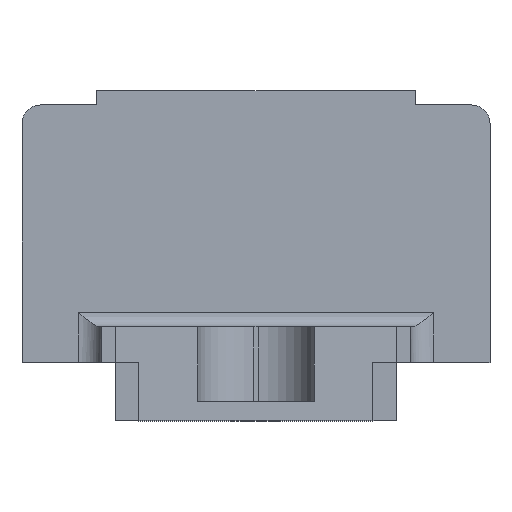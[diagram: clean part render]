
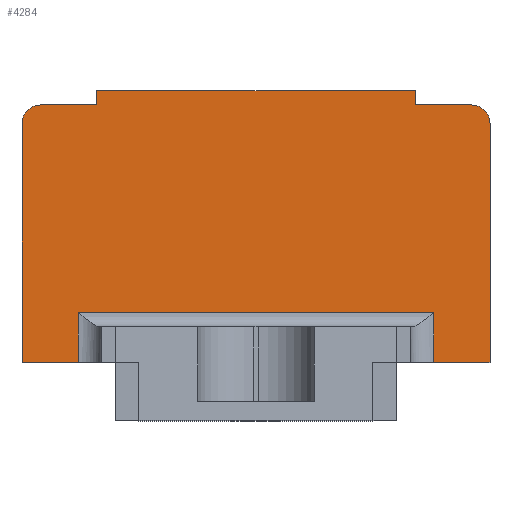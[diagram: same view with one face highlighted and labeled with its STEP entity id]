
A CAD part, top view. The second image highlights one B-rep face of the part: STEP entity #4284.
In plain terms, the highlighted planar face has unit normal (0, 0, 1).
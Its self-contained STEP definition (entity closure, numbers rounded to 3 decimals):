
#447=DIRECTION('',(0.,-1.,0.));
#448=VECTOR('',#447,5.3);
#449=CARTESIAN_POINT('',(-19.,11.5,44.1));
#450=LINE('',#449,#448);
#479=DIRECTION('',(-1.,0.,0.));
#480=VECTOR('',#479,6.);
#481=CARTESIAN_POINT('',(-19.,6.2,44.1));
#482=LINE('',#481,#480);
#483=DIRECTION('',(0.,1.,0.));
#484=VECTOR('',#483,25.5);
#485=CARTESIAN_POINT('',(-25.,6.2,44.1));
#486=LINE('',#485,#484);
#487=CARTESIAN_POINT('',(-23.,31.7,44.1));
#488=DIRECTION('',(0.,0.,-1.));
#489=DIRECTION('',(-1.,0.,0.));
#490=AXIS2_PLACEMENT_3D('',#487,#488,#489);
#492=DIRECTION('',(1.,0.,0.));
#493=VECTOR('',#492,6.);
#494=CARTESIAN_POINT('',(-23.,33.7,44.1));
#495=LINE('',#494,#493);
#496=DIRECTION('',(0.,1.,0.));
#497=VECTOR('',#496,1.5);
#498=CARTESIAN_POINT('',(-17.,33.7,44.1));
#499=LINE('',#498,#497);
#500=DIRECTION('',(1.,0.,0.));
#501=VECTOR('',#500,34.);
#502=CARTESIAN_POINT('',(-17.,35.2,44.1));
#503=LINE('',#502,#501);
#504=DIRECTION('',(0.,-1.,0.));
#505=VECTOR('',#504,1.5);
#506=CARTESIAN_POINT('',(17.,35.2,44.1));
#507=LINE('',#506,#505);
#508=DIRECTION('',(1.,0.,0.));
#509=VECTOR('',#508,6.);
#510=CARTESIAN_POINT('',(17.,33.7,44.1));
#511=LINE('',#510,#509);
#512=CARTESIAN_POINT('',(23.,31.7,44.1));
#513=DIRECTION('',(0.,0.,-1.));
#514=DIRECTION('',(0.,1.,0.));
#515=AXIS2_PLACEMENT_3D('',#512,#513,#514);
#517=DIRECTION('',(0.,-1.,0.));
#518=VECTOR('',#517,25.5);
#519=CARTESIAN_POINT('',(25.,31.7,44.1));
#520=LINE('',#519,#518);
#521=DIRECTION('',(-1.,0.,0.));
#522=VECTOR('',#521,6.);
#523=CARTESIAN_POINT('',(25.,6.2,44.1));
#524=LINE('',#523,#522);
#529=DIRECTION('',(1.,0.,0.));
#530=VECTOR('',#529,38.);
#531=CARTESIAN_POINT('',(-19.,11.5,44.1));
#532=LINE('',#531,#530);
#533=DIRECTION('',(0.,-1.,0.));
#534=VECTOR('',#533,5.3);
#535=CARTESIAN_POINT('',(19.,11.5,44.1));
#536=LINE('',#535,#534);
#2977=CARTESIAN_POINT('',(-25.,6.2,44.1));
#2978=CARTESIAN_POINT('',(-25.,31.7,44.1));
#2979=VERTEX_POINT('',#2977);
#2980=VERTEX_POINT('',#2978);
#2981=CARTESIAN_POINT('',(-23.,33.7,44.1));
#2982=VERTEX_POINT('',#2981);
#2983=CARTESIAN_POINT('',(-17.,33.7,44.1));
#2984=VERTEX_POINT('',#2983);
#2985=CARTESIAN_POINT('',(-17.,35.2,44.1));
#2986=VERTEX_POINT('',#2985);
#2987=CARTESIAN_POINT('',(17.,35.2,44.1));
#2988=VERTEX_POINT('',#2987);
#2989=CARTESIAN_POINT('',(17.,33.7,44.1));
#2990=VERTEX_POINT('',#2989);
#2991=CARTESIAN_POINT('',(23.,33.7,44.1));
#2992=VERTEX_POINT('',#2991);
#2993=CARTESIAN_POINT('',(25.,31.7,44.1));
#2994=VERTEX_POINT('',#2993);
#2995=CARTESIAN_POINT('',(25.,6.2,44.1));
#2996=VERTEX_POINT('',#2995);
#3153=CARTESIAN_POINT('',(19.,11.5,44.1));
#3154=CARTESIAN_POINT('',(19.,6.2,44.1));
#3155=VERTEX_POINT('',#3153);
#3156=VERTEX_POINT('',#3154);
#3162=CARTESIAN_POINT('',(-19.,11.5,44.1));
#3163=CARTESIAN_POINT('',(-19.,6.2,44.1));
#3164=VERTEX_POINT('',#3162);
#3165=VERTEX_POINT('',#3163);
#4251=CARTESIAN_POINT('',(0.,0.,44.1));
#4252=DIRECTION('',(0.,0.,-1.));
#4253=DIRECTION('',(-1.,0.,0.));
#4254=AXIS2_PLACEMENT_3D('',#4251,#4252,#4253);
#4255=PLANE('',#4254);
#4257=ORIENTED_EDGE('',*,*,#4256,.F.);
#4258=ORIENTED_EDGE('',*,*,#4241,.T.);
#4259=ORIENTED_EDGE('',*,*,#4128,.T.);
#4261=ORIENTED_EDGE('',*,*,#4260,.T.);
#4263=ORIENTED_EDGE('',*,*,#4262,.T.);
#4265=ORIENTED_EDGE('',*,*,#4264,.T.);
#4267=ORIENTED_EDGE('',*,*,#4266,.T.);
#4269=ORIENTED_EDGE('',*,*,#4268,.T.);
#4271=ORIENTED_EDGE('',*,*,#4270,.T.);
#4273=ORIENTED_EDGE('',*,*,#4272,.T.);
#4275=ORIENTED_EDGE('',*,*,#4274,.T.);
#4277=ORIENTED_EDGE('',*,*,#4276,.T.);
#4279=ORIENTED_EDGE('',*,*,#4278,.T.);
#4281=ORIENTED_EDGE('',*,*,#4280,.F.);
#4282=EDGE_LOOP('',(#4257,#4258,#4259,#4261,#4263,#4265,#4267,#4269,#4271,#4273,
#4275,#4277,#4279,#4281));
#4283=FACE_OUTER_BOUND('',#4282,.F.);
#4284=ADVANCED_FACE('',(#4283),#4255,.F.);
#491=CIRCLE('',#490,2.);
#516=CIRCLE('',#515,2.);
#4128=EDGE_CURVE('',#3165,#2979,#482,.T.);
#4241=EDGE_CURVE('',#3164,#3165,#450,.T.);
#4256=EDGE_CURVE('',#3164,#3155,#532,.T.);
#4260=EDGE_CURVE('',#2979,#2980,#486,.T.);
#4262=EDGE_CURVE('',#2980,#2982,#491,.T.);
#4264=EDGE_CURVE('',#2982,#2984,#495,.T.);
#4266=EDGE_CURVE('',#2984,#2986,#499,.T.);
#4268=EDGE_CURVE('',#2986,#2988,#503,.T.);
#4270=EDGE_CURVE('',#2988,#2990,#507,.T.);
#4272=EDGE_CURVE('',#2990,#2992,#511,.T.);
#4274=EDGE_CURVE('',#2992,#2994,#516,.T.);
#4276=EDGE_CURVE('',#2994,#2996,#520,.T.);
#4278=EDGE_CURVE('',#2996,#3156,#524,.T.);
#4280=EDGE_CURVE('',#3155,#3156,#536,.T.);
